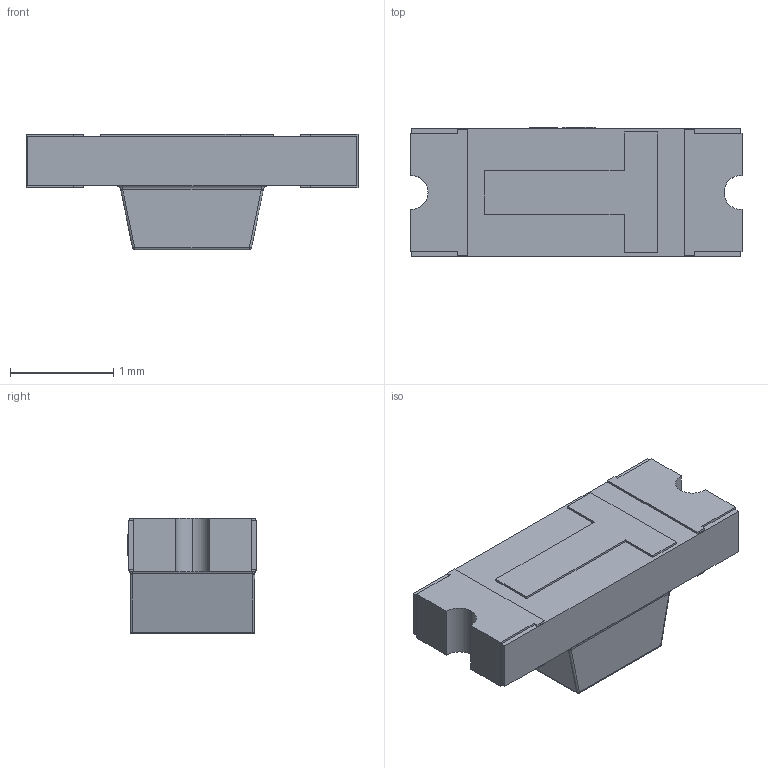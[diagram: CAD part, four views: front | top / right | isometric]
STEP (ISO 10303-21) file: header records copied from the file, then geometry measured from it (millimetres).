
FILE_DESCRIPTION (( 'STEP AP214' ), '1' );
FILE_NAME ('LED-SMD_L3.2-W1.3-RD_GREEN-MHT151UGCT.step', '2022-07-08T12:41:28', ( '' ), ( '' ), 'SwSTEP 2.0', 'SolidWorks 2020', '' );
FILE_SCHEMA (( 'AUTOMOTIVE_DESIGN' ));
Length unit declared in the file: millimetre
Products named in the file (1): LED-SMD_L3.2-W1.3-RD_GREEN-MHT151UGCT
Bounding box: 3.22 x 1.26 x 1.12 mm (x, y, z)
Volume: 2.9 mm3; surface area: 15.6 mm2
Topology: 1 solids, 1 shells, 366 faces, 991 edges, 650 vertices
Faces by surface type: plane 225, bspline 122, cylinder 15, sphere 4
Entity records: 16339 total; most frequent: CARTESIAN_POINT 4562, ORIENTED_EDGE 1974, DIRECTION 1263, EDGE_CURVE 987, VECTOR 713, LINE 713, VERTEX_POINT 650, EDGE_LOOP 393
